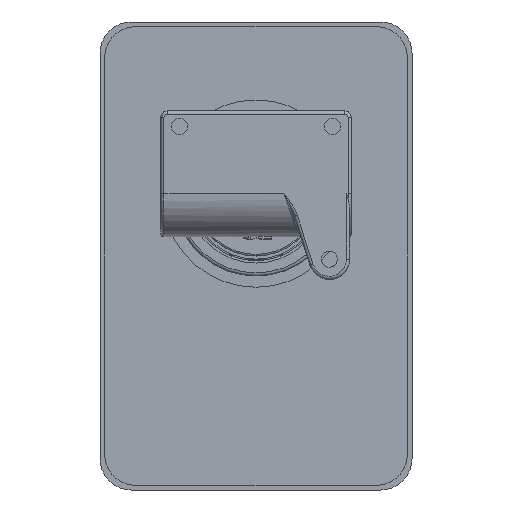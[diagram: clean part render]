
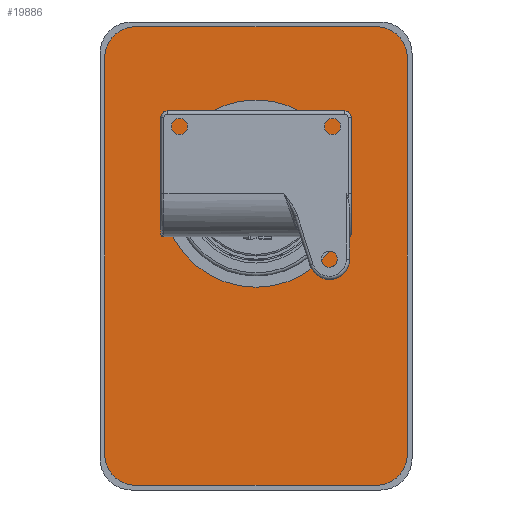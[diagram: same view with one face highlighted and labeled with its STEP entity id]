
A CAD part, front view. The second image highlights one B-rep face of the part: STEP entity #19886.
In plain terms, the highlighted face is planar.
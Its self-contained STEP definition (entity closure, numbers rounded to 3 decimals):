
#19685=CARTESIAN_POINT('',(38.5,-63.5,0.));
#19686=DIRECTION('',(0.,0.,1.));
#19687=DIRECTION('',(0.,-1.,0.));
#19688=AXIS2_PLACEMENT_3D('',#19685,#19686,#19687);
#19690=CARTESIAN_POINT('',(38.5,63.5,0.));
#19691=DIRECTION('',(0.,0.,1.));
#19692=DIRECTION('',(1.,0.,0.));
#19693=AXIS2_PLACEMENT_3D('',#19690,#19691,#19692);
#19695=CARTESIAN_POINT('',(-38.5,63.5,0.));
#19696=DIRECTION('',(0.,0.,1.));
#19697=DIRECTION('',(0.,1.,0.));
#19698=AXIS2_PLACEMENT_3D('',#19695,#19696,#19697);
#19700=CARTESIAN_POINT('',(-38.5,-63.5,0.));
#19701=DIRECTION('',(0.,0.,1.));
#19702=DIRECTION('',(-1.,0.,0.));
#19703=AXIS2_PLACEMENT_3D('',#19700,#19701,#19702);
#19705=CARTESIAN_POINT('',(0.,20.,0.));
#19706=DIRECTION('',(0.,0.,-1.));
#19707=DIRECTION('',(-1.,0.,0.));
#19708=AXIS2_PLACEMENT_3D('',#19705,#19706,#19707);
#19710=CARTESIAN_POINT('',(0.,20.,0.));
#19711=DIRECTION('',(0.,0.,-1.));
#19712=DIRECTION('',(1.,0.,0.));
#19713=AXIS2_PLACEMENT_3D('',#19710,#19711,#19712);
#19723=DIRECTION('',(-1.,0.,0.));
#19724=VECTOR('',#19723,77.);
#19725=CARTESIAN_POINT('',(38.5,-73.5,0.));
#19726=LINE('',#19725,#19724);
#19735=DIRECTION('',(0.,1.,0.));
#19736=VECTOR('',#19735,127.);
#19737=CARTESIAN_POINT('',(-48.5,-63.5,0.));
#19738=LINE('',#19737,#19736);
#19747=DIRECTION('',(1.,0.,0.));
#19748=VECTOR('',#19747,77.);
#19749=CARTESIAN_POINT('',(-38.5,73.5,0.));
#19750=LINE('',#19749,#19748);
#19759=DIRECTION('',(0.,-1.,0.));
#19760=VECTOR('',#19759,127.);
#19761=CARTESIAN_POINT('',(48.5,63.5,0.));
#19762=LINE('',#19761,#19760);
#19817=CARTESIAN_POINT('',(38.5,-73.5,0.));
#19818=CARTESIAN_POINT('',(48.5,-63.5,0.));
#19819=VERTEX_POINT('',#19817);
#19820=VERTEX_POINT('',#19818);
#19821=CARTESIAN_POINT('',(48.5,63.5,0.));
#19822=VERTEX_POINT('',#19821);
#19823=CARTESIAN_POINT('',(38.5,73.5,0.));
#19824=VERTEX_POINT('',#19823);
#19825=CARTESIAN_POINT('',(-38.5,73.5,0.));
#19826=VERTEX_POINT('',#19825);
#19827=CARTESIAN_POINT('',(-48.5,63.5,0.));
#19828=VERTEX_POINT('',#19827);
#19829=CARTESIAN_POINT('',(-48.5,-63.5,0.));
#19830=VERTEX_POINT('',#19829);
#19831=CARTESIAN_POINT('',(-38.5,-73.5,0.));
#19832=VERTEX_POINT('',#19831);
#19833=CARTESIAN_POINT('',(-30.,20.,0.));
#19834=CARTESIAN_POINT('',(30.,20.,0.));
#19835=VERTEX_POINT('',#19833);
#19836=VERTEX_POINT('',#19834);
#19857=CARTESIAN_POINT('',(0.,0.,0.));
#19858=DIRECTION('',(0.,0.,1.));
#19859=DIRECTION('',(1.,0.,0.));
#19860=AXIS2_PLACEMENT_3D('',#19857,#19858,#19859);
#19861=PLANE('',#19860);
#19863=ORIENTED_EDGE('',*,*,#19862,.T.);
#19865=ORIENTED_EDGE('',*,*,#19864,.F.);
#19867=ORIENTED_EDGE('',*,*,#19866,.T.);
#19869=ORIENTED_EDGE('',*,*,#19868,.F.);
#19871=ORIENTED_EDGE('',*,*,#19870,.T.);
#19873=ORIENTED_EDGE('',*,*,#19872,.F.);
#19875=ORIENTED_EDGE('',*,*,#19874,.T.);
#19877=ORIENTED_EDGE('',*,*,#19876,.F.);
#19878=EDGE_LOOP('',(#19863,#19865,#19867,#19869,#19871,#19873,#19875,#19877));
#19879=FACE_OUTER_BOUND('',#19878,.F.);
#19881=ORIENTED_EDGE('',*,*,#19880,.T.);
#19883=ORIENTED_EDGE('',*,*,#19882,.T.);
#19884=EDGE_LOOP('',(#19881,#19883));
#19885=FACE_BOUND('',#19884,.F.);
#19689=CIRCLE('',#19688,10.);
#19694=CIRCLE('',#19693,10.);
#19699=CIRCLE('',#19698,10.);
#19704=CIRCLE('',#19703,10.);
#19709=CIRCLE('',#19708,30.);
#19714=CIRCLE('',#19713,30.);
#19862=EDGE_CURVE('',#19819,#19820,#19689,.T.);
#19864=EDGE_CURVE('',#19822,#19820,#19762,.T.);
#19866=EDGE_CURVE('',#19822,#19824,#19694,.T.);
#19868=EDGE_CURVE('',#19826,#19824,#19750,.T.);
#19870=EDGE_CURVE('',#19826,#19828,#19699,.T.);
#19872=EDGE_CURVE('',#19830,#19828,#19738,.T.);
#19874=EDGE_CURVE('',#19830,#19832,#19704,.T.);
#19876=EDGE_CURVE('',#19819,#19832,#19726,.T.);
#19880=EDGE_CURVE('',#19835,#19836,#19709,.T.);
#19882=EDGE_CURVE('',#19836,#19835,#19714,.T.);
#19886=ADVANCED_FACE('',(#19879,#19885),#19861,.F.);
